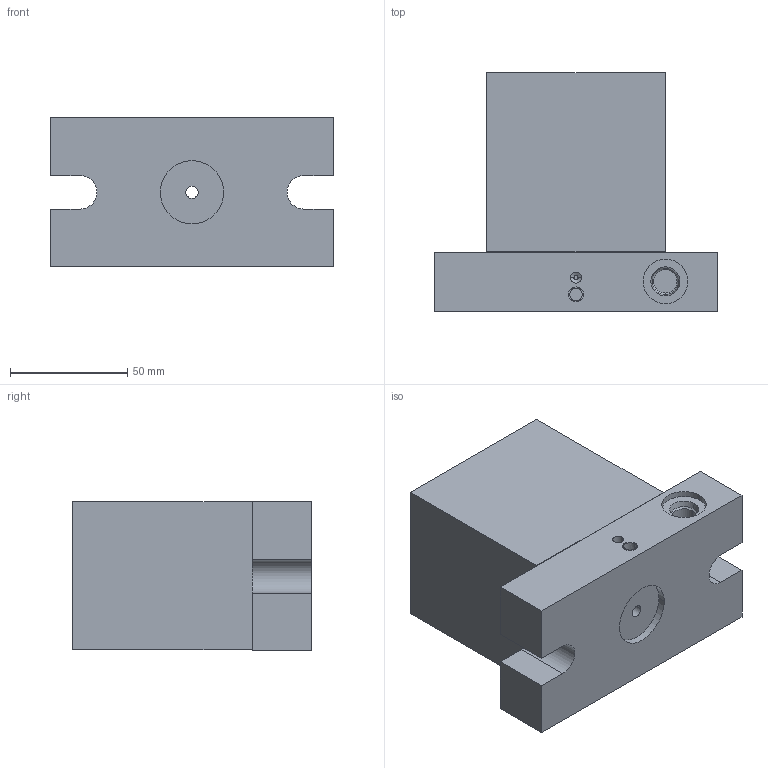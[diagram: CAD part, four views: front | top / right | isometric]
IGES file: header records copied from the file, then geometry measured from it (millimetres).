
Start section:  PTC IGES file: ilc15511901.igs
Global section: file name: ilc15511901.igs; native system: Creo Parametric by PTC Inc.; preprocessor: 2021164; author: rkuestersteffen; organization: Unknown; date: 20230503.101732; units: inch
Bounding box: 120.65 x 101.68 x 63.5 mm (x, y, z)
Surface area: 67608.6 mm2 (no closed solid volume)
Topology: 0 solids, 0 shells, 194 faces, 1020 edges, 1020 vertices
Faces by surface type: bspline 152, revolution 42
